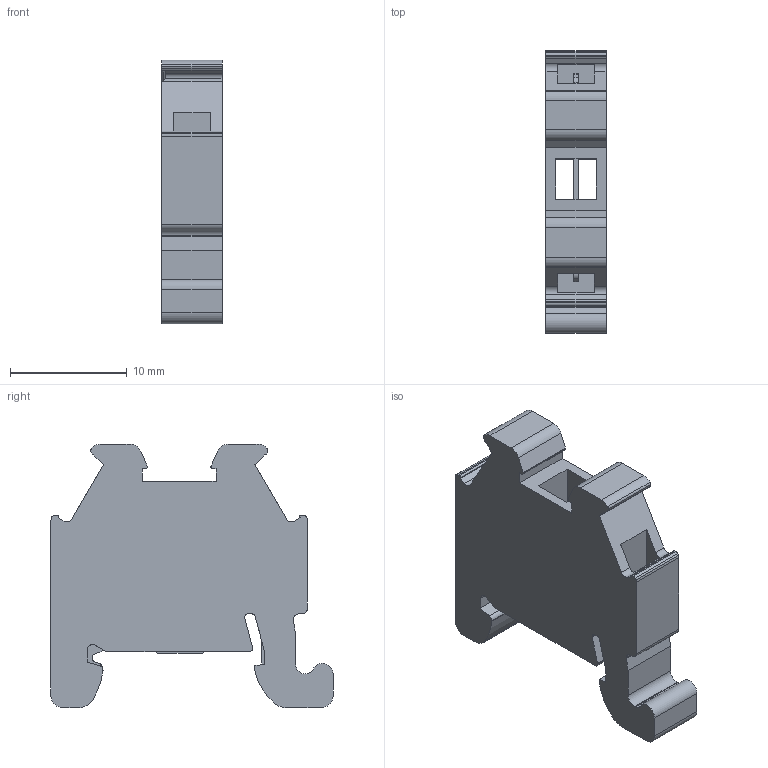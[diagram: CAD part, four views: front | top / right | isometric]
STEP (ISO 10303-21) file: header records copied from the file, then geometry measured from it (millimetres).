
FILE_DESCRIPTION((''),'2;1');
FILE_NAME('SB200234_3D-SIMPLIFIED','2014-01-29T',('SESA201927'),('Schneider-Electric'),'PRO/ENGINEER BY PARAMETRIC TECHNOLOGY CORPORATION, 2012420','PRO/ENGINEER BY PARAMETRIC TECHNOLOGY CORPORATION, 2012420','');
FILE_SCHEMA(('CONFIG_CONTROL_DESIGN'));
Length unit declared in the file: millimetre
Products named in the file (1): SB200234_3D-SIMPLIFIED
Bounding box: 5.15 x 24.2 x 22.6 mm (x, y, z)
Volume: 1655.4 mm3; surface area: 1673 mm2
Topology: 1 solids, 1 shells, 176 faces, 531 edges, 354 vertices
Faces by surface type: plane 104, cylinder 72
Entity records: 6053 total; most frequent: CARTESIAN_POINT 1108, ORIENTED_EDGE 1062, DIRECTION 1013, EDGE_CURVE 531, VECTOR 375, LINE 375, VERTEX_POINT 354, AXIS2_PLACEMENT_3D 319
